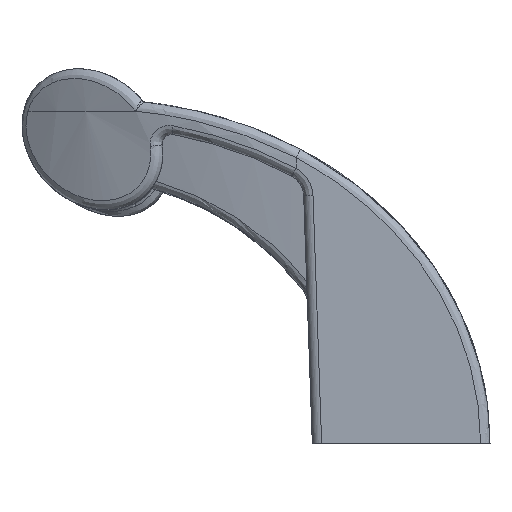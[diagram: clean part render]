
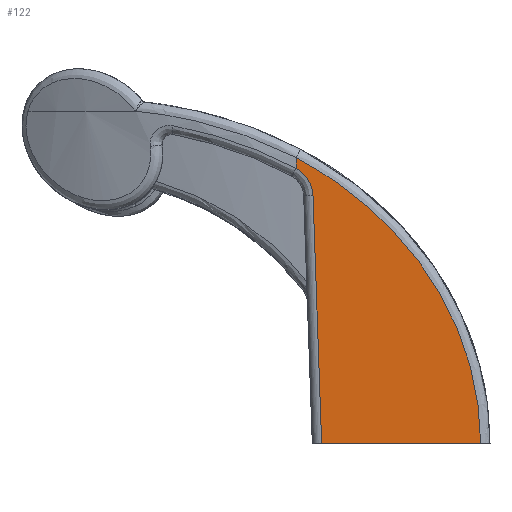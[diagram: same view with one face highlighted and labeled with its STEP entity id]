
A CAD part, left-side view. The second image highlights one B-rep face of the part: STEP entity #122.
In plain terms, the highlighted planar face has unit normal (-0.999, 0, -0.035).
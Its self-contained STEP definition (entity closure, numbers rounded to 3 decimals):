
#122=ADVANCED_FACE('',(#479),#480,.T.);
#479=FACE_OUTER_BOUND('',#1251,.T.);
#480=PLANE('',#1252);
#1251=EDGE_LOOP('',(#9230,#9231,#9232,#9233,#9234));
#1252=AXIS2_PLACEMENT_3D('',#9235,#9236,#9237);
#9230=ORIENTED_EDGE('',*,*,#11168,.T.);
#9231=ORIENTED_EDGE('',*,*,#11169,.T.);
#9232=ORIENTED_EDGE('',*,*,#11170,.T.);
#9233=ORIENTED_EDGE('',*,*,#10886,.T.);
#9234=ORIENTED_EDGE('',*,*,#11171,.T.);
#9235=CARTESIAN_POINT('',(-118.0,0.0,0.0));
#9236=DIRECTION('',(-0.999,0.,-0.035));
#9237=DIRECTION('',(-0.035,0.0,0.999));
#10886=EDGE_CURVE('',#11806,#11804,#11807,.T.);
#11168=EDGE_CURVE('',#12318,#12319,#12320,.T.);
#11169=EDGE_CURVE('',#12319,#12321,#12322,.T.);
#11170=EDGE_CURVE('',#12321,#11806,#12323,.T.);
#11171=EDGE_CURVE('',#11804,#12318,#12324,.T.);
#11804=VERTEX_POINT('',#14062);
#11806=VERTEX_POINT('',#14077);
#11807=LINE('',#14078,#14079);
#12318=VERTEX_POINT('',#15979);
#12319=VERTEX_POINT('',#15980);
#12320=LINE('',#15981,#15982);
#12321=VERTEX_POINT('',#15983);
#12322=(B_SPLINE_CURVE(3,(#15985,#15986,#15987,#15988),.UNSPECIFIED.,.F.,.F.)B_SPLINE_CURVE_WITH_KNOTS((4,4),(0.502,1.536),.UNSPECIFIED.)RATIONAL_B_SPLINE_CURVE((1.0,0.913,0.913,1.0))BOUNDED_CURVE()REPRESENTATION_ITEM('')GEOMETRIC_REPRESENTATION_ITEM()CURVE());
#12323=LINE('',#15995,#15996);
#12324=B_SPLINE_CURVE_WITH_KNOTS('',3,(#15997,#15998,#15999,#16000,#16001,#16002,#16003,#16004,#16005,#16006,#16007,#16008,#16009,#16010,#16011,#16012,#16013,#16014,#16015,#16016,#16017,#16018,#16019,#16020,#16021,#16022,#16023,#16024,#16025,#16026,#16027,#16028,#16029,#16030,#16031,#16032,#16033,#16034,#16035,#16036,#16037,#16038,#16039,#16040,#16041,#16042,#16043,#16044,#16045,#16046,#16047,#16048,#16049,#16050,#16051,#16052),.UNSPECIFIED.,.F.,.F.,(4,1,1,1,2,2,1,2,2,1,1,1,1,1,2,2,1,1,1,1,2,2,1,1,1,2,2,1,1,1,1,1,2,2,1,1,1,2,2,4),(0.0,0.062,0.094,0.109,0.117,0.125,0.187,0.219,0.25,0.312,0.344,0.359,0.367,0.371,0.373,0.375,0.437,0.469,0.484,0.492,0.496,0.5,0.562,0.594,0.609,0.617,0.625,0.687,0.719,0.734,0.742,0.746,0.748,0.75,0.813,0.844,0.859,0.867,0.875,1.0),.UNSPECIFIED.);
#14062=CARTESIAN_POINT('',(-118.0,2.,0.0));
#14077=CARTESIAN_POINT('',(-118.0,36.001,0.0));
#14078=CARTESIAN_POINT('',(-118.0,0.0,0.0));
#14079=VECTOR('',#19251,1000.0);
#15979=CARTESIAN_POINT('',(-120.132,41.475,61.06));
#15980=CARTESIAN_POINT('',(-120.053,41.475,58.802));
#15981=CARTESIAN_POINT('',(-118.0,41.475,0.));
#15982=VECTOR('',#19537,1000.0);
#15983=CARTESIAN_POINT('',(-119.848,37.849,52.911));
#15985=CARTESIAN_POINT('',(-120.053,41.475,58.802));
#15986=CARTESIAN_POINT('',(-120.011,39.261,57.587));
#15987=CARTESIAN_POINT('',(-119.936,37.937,55.435));
#15988=CARTESIAN_POINT('',(-119.848,37.849,52.911));
#15995=CARTESIAN_POINT('',(-118.002,36.004,0.07));
#15996=VECTOR('',#19538,1000.0);
#15997=CARTESIAN_POINT('',(-118.0,2.,0.0));
#15998=CARTESIAN_POINT('',(-118.056,2.002,1.596));
#15999=CARTESIAN_POINT('',(-118.139,2.096,3.985));
#16000=CARTESIAN_POINT('',(-118.236,2.366,6.762));
#16001=CARTESIAN_POINT('',(-118.285,2.541,8.149));
#16002=CARTESIAN_POINT('',(-118.305,2.625,8.742));
#16003=CARTESIAN_POINT('',(-118.319,2.683,9.138));
#16004=CARTESIAN_POINT('',(-118.326,2.713,9.338));
#16005=CARTESIAN_POINT('',(-118.388,2.987,11.099));
#16006=CARTESIAN_POINT('',(-118.469,3.44,13.431));
#16007=CARTESIAN_POINT('',(-118.55,4.025,15.74));
#16008=CARTESIAN_POINT('',(-118.603,4.445,17.274));
#16009=CARTESIAN_POINT('',(-118.63,4.67,18.039));
#16010=CARTESIAN_POINT('',(-118.71,5.386,20.32));
#16011=CARTESIAN_POINT('',(-118.788,6.187,22.576));
#16012=CARTESIAN_POINT('',(-118.879,7.269,25.163));
#16013=CARTESIAN_POINT('',(-118.923,7.847,26.445));
#16014=CARTESIAN_POINT('',(-118.946,8.146,27.084));
#16015=CARTESIAN_POINT('',(-118.957,8.297,27.402));
#16016=CARTESIAN_POINT('',(-118.962,8.362,27.539));
#16017=CARTESIAN_POINT('',(-118.965,8.406,27.629));
#16018=CARTESIAN_POINT('',(-118.966,8.429,27.676));
#16019=CARTESIAN_POINT('',(-119.017,9.136,29.137));
#16020=CARTESIAN_POINT('',(-119.091,10.24,31.228));
#16021=CARTESIAN_POINT('',(-119.174,11.662,33.61));
#16022=CARTESIAN_POINT('',(-119.215,12.406,34.786));
#16023=CARTESIAN_POINT('',(-119.235,12.786,35.371));
#16024=CARTESIAN_POINT('',(-119.244,12.951,35.621));
#16025=CARTESIAN_POINT('',(-119.25,13.061,35.787));
#16026=CARTESIAN_POINT('',(-119.253,13.117,35.871));
#16027=CARTESIAN_POINT('',(-119.301,14.049,37.264));
#16028=CARTESIAN_POINT('',(-119.369,15.434,39.19));
#16029=CARTESIAN_POINT('',(-119.445,17.17,41.367));
#16030=CARTESIAN_POINT('',(-119.482,18.068,42.437));
#16031=CARTESIAN_POINT('',(-119.498,18.459,42.892));
#16032=CARTESIAN_POINT('',(-119.508,18.721,43.195));
#16033=CARTESIAN_POINT('',(-119.514,18.855,43.347));
#16034=CARTESIAN_POINT('',(-119.561,20.036,44.687));
#16035=CARTESIAN_POINT('',(-119.621,21.672,46.427));
#16036=CARTESIAN_POINT('',(-119.689,23.687,48.376));
#16037=CARTESIAN_POINT('',(-119.723,24.722,49.33));
#16038=CARTESIAN_POINT('',(-119.739,25.246,49.801));
#16039=CARTESIAN_POINT('',(-119.747,25.51,50.036));
#16040=CARTESIAN_POINT('',(-119.751,25.623,50.136));
#16041=CARTESIAN_POINT('',(-119.753,25.699,50.203));
#16042=CARTESIAN_POINT('',(-119.754,25.738,50.237));
#16043=CARTESIAN_POINT('',(-119.792,26.958,51.31));
#16044=CARTESIAN_POINT('',(-119.845,28.784,52.821));
#16045=CARTESIAN_POINT('',(-119.903,31.005,54.495));
#16046=CARTESIAN_POINT('',(-119.931,32.138,55.311));
#16047=CARTESIAN_POINT('',(-119.944,32.629,55.655));
#16048=CARTESIAN_POINT('',(-119.952,32.957,55.884));
#16049=CARTESIAN_POINT('',(-119.956,33.123,55.999));
#16050=CARTESIAN_POINT('',(-120.022,35.901,57.906));
#16051=CARTESIAN_POINT('',(-120.08,38.63,59.555));
#16052=CARTESIAN_POINT('',(-120.132,41.475,61.06));
#19251=DIRECTION('',(0.,-1.0,-0.0));
#19537=DIRECTION('',(0.035,0.,-0.999));
#19538=DIRECTION('',(0.035,-0.035,-0.999));
